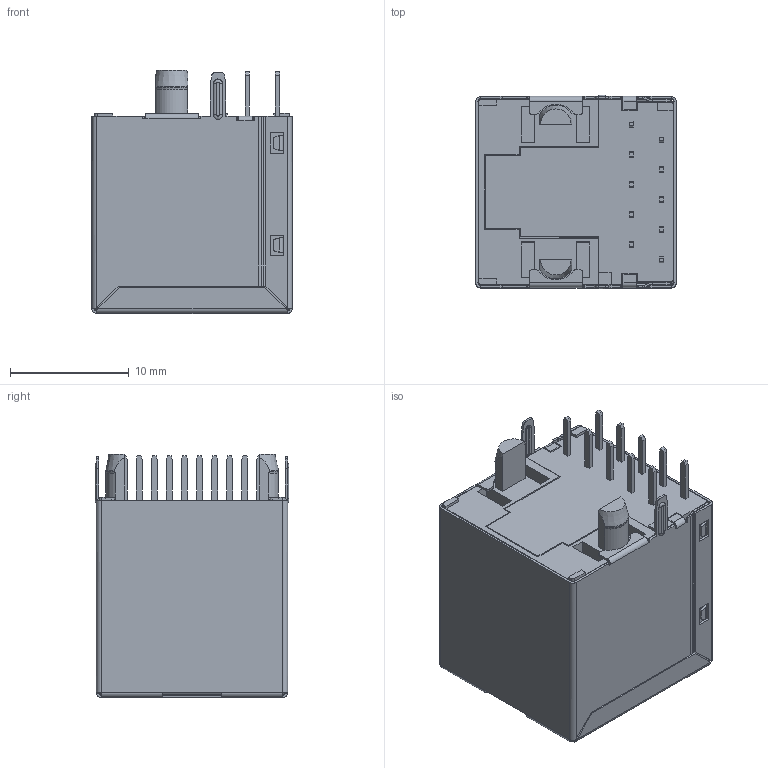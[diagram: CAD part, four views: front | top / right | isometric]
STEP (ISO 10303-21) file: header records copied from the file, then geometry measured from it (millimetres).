
FILE_DESCRIPTION((''),'2;1');
FILE_NAME('511_ASM','2019-11-06T19:52:15',('Administrator'),(''),'CREO PARAMETRIC BY PTC INC, 2018400','CREO PARAMETRIC BY PTC INC, 2018400','');
FILE_SCHEMA(('CONFIG_CONTROL_DESIGN'));
Length unit declared in the file: millimetre
Products named in the file (6): 00300; 002_00; 00500; 10; 20; 511_ASM
Assembly tree (13 placements, depth 2):
  511_ASM
    00300
    002_00
    00500
    10  x5
    20  x5
Bounding box: 16.85 x 16.3 x 20.45 mm (x, y, z)
Volume: 2772.4 mm3; surface area: 6164.8 mm2
Topology: 21 solids, 21 shells, 901 faces, 2282 edges, 1434 vertices
Faces by surface type: plane 668, cylinder 177, bspline 46, sphere 4, torus 4, cone 2
Entity records: 26551 total; most frequent: CARTESIAN_POINT 6126, ORIENTED_EDGE 4276, DIRECTION 4060, EDGE_CURVE 2138, VECTOR 1708, LINE 1708, VERTEX_POINT 1338, AXIS2_PLACEMENT_3D 1176
